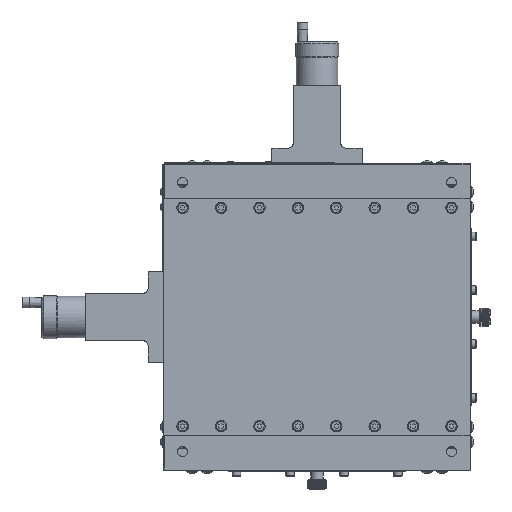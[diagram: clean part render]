
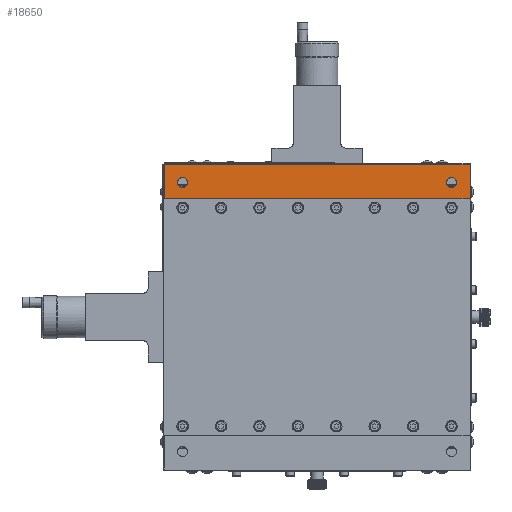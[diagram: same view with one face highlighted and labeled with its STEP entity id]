
A CAD part, front view. The second image highlights one B-rep face of the part: STEP entity #18650.
In plain terms, the highlighted planar face has unit normal (0, -1, 0).
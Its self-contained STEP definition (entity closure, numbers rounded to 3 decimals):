
#112 = CARTESIAN_POINT ( 'NONE',  ( -199.5, 0., 99.5 ) ) ;
#1358 = CARTESIAN_POINT ( 'NONE',  ( -12.5, 0., 87.5 ) ) ;
#2378 = EDGE_CURVE ( 'NONE', #13932, #13932, #24896, .T. ) ;
#2382 = DIRECTION ( 'NONE',  ( 0., 1., 0. ) ) ;
#4396 = FACE_BOUND ( 'NONE', #62627, .T. ) ;
#4432 = EDGE_CURVE ( 'NONE', #57080, #57080, #42393, .T. ) ;
#7504 = VERTEX_POINT ( 'NONE', #37163 ) ;
#9152 = AXIS2_PLACEMENT_3D ( 'NONE', #1358, #25623, #13701 ) ;
#9253 = ORIENTED_EDGE ( 'NONE', *, *, #61955, .F. ) ;
#9599 = DIRECTION ( 'NONE',  ( 0., 0., 1. ) ) ;
#11706 = LINE ( 'NONE', #47555, #36557 ) ;
#11999 = VECTOR ( 'NONE', #50106, 1000. ) ;
#12481 = DIRECTION ( 'NONE',  ( 1., 0., 0. ) ) ;
#12685 = EDGE_CURVE ( 'NONE', #7504, #67992, #11706, .T. ) ;
#13230 = EDGE_CURVE ( 'NONE', #52237, #45737, #50883, .T. ) ;
#13701 = DIRECTION ( 'NONE',  ( 0., 0., 1. ) ) ;
#13932 = VERTEX_POINT ( 'NONE', #38214 ) ;
#14398 = EDGE_LOOP ( 'NONE', ( #27508 ) ) ;
#16343 = CARTESIAN_POINT ( 'NONE',  ( -200., 0., 100. ) ) ;
#17393 = CARTESIAN_POINT ( 'NONE',  ( -0.5, 0., 99.5 ) ) ;
#18650 = ADVANCED_FACE ( 'NONE', ( #4396, #51422, #27903 ), #47176, .T. ) ;
#22950 = CARTESIAN_POINT ( 'NONE',  ( -0.5, 0., 77. ) ) ;
#24433 = AXIS2_PLACEMENT_3D ( 'NONE', #16343, #35215, #34068 ) ;
#24896 = CIRCLE ( 'NONE', #75405, 3.25 ) ;
#25623 = DIRECTION ( 'NONE',  ( 0., 1., 0. ) ) ;
#26044 = ORIENTED_EDGE ( 'NONE', *, *, #43000, .T. ) ;
#27508 = ORIENTED_EDGE ( 'NONE', *, *, #4432, .T. ) ;
#27726 = LINE ( 'NONE', #68220, #57200 ) ;
#27903 = FACE_OUTER_BOUND ( 'NONE', #49303, .T. ) ;
#34068 = DIRECTION ( 'NONE',  ( 0., 0., -1. ) ) ;
#34428 = ORIENTED_EDGE ( 'NONE', *, *, #12685, .T. ) ;
#35215 = DIRECTION ( 'NONE',  ( 0., -1., 0. ) ) ;
#36557 = VECTOR ( 'NONE', #12481, 1000. ) ;
#37116 = DIRECTION ( 'NONE',  ( 0., 0., 1. ) ) ;
#37163 = CARTESIAN_POINT ( 'NONE',  ( -199.5, 0., 77. ) ) ;
#38214 = CARTESIAN_POINT ( 'NONE',  ( -187.5, 0., 90.75 ) ) ;
#42393 = CIRCLE ( 'NONE', #9152, 3.25 ) ;
#43000 = EDGE_CURVE ( 'NONE', #67992, #52237, #27726, .T. ) ;
#45737 = VERTEX_POINT ( 'NONE', #112 ) ;
#47176 = PLANE ( 'NONE',  #24433 ) ;
#47555 = CARTESIAN_POINT ( 'NONE',  ( -200., 0., 77. ) ) ;
#49303 = EDGE_LOOP ( 'NONE', ( #68632, #9253, #34428, #26044 ) ) ;
#50106 = DIRECTION ( 'NONE',  ( -1., 0., 0. ) ) ;
#50186 = DIRECTION ( 'NONE',  ( 0., 0., 1. ) ) ;
#50883 = LINE ( 'NONE', #74015, #11999 ) ;
#51422 = FACE_BOUND ( 'NONE', #14398, .T. ) ;
#52237 = VERTEX_POINT ( 'NONE', #17393 ) ;
#53707 = LINE ( 'NONE', #56352, #54806 ) ;
#54806 = VECTOR ( 'NONE', #50186, 1000. ) ;
#55205 = CARTESIAN_POINT ( 'NONE',  ( -187.5, 0., 87.5 ) ) ;
#56352 = CARTESIAN_POINT ( 'NONE',  ( -199.5, 0., 100. ) ) ;
#57080 = VERTEX_POINT ( 'NONE', #75548 ) ;
#57200 = VECTOR ( 'NONE', #9599, 1000. ) ;
#61955 = EDGE_CURVE ( 'NONE', #7504, #45737, #53707, .T. ) ;
#62627 = EDGE_LOOP ( 'NONE', ( #66009 ) ) ;
#66009 = ORIENTED_EDGE ( 'NONE', *, *, #2378, .T. ) ;
#67992 = VERTEX_POINT ( 'NONE', #22950 ) ;
#68220 = CARTESIAN_POINT ( 'NONE',  ( -0.5, 0., 0. ) ) ;
#68632 = ORIENTED_EDGE ( 'NONE', *, *, #13230, .T. ) ;
#74015 = CARTESIAN_POINT ( 'NONE',  ( -200., 0., 99.5 ) ) ;
#75405 = AXIS2_PLACEMENT_3D ( 'NONE', #55205, #2382, #37116 ) ;
#75548 = CARTESIAN_POINT ( 'NONE',  ( -12.5, 0., 90.75 ) ) ;
